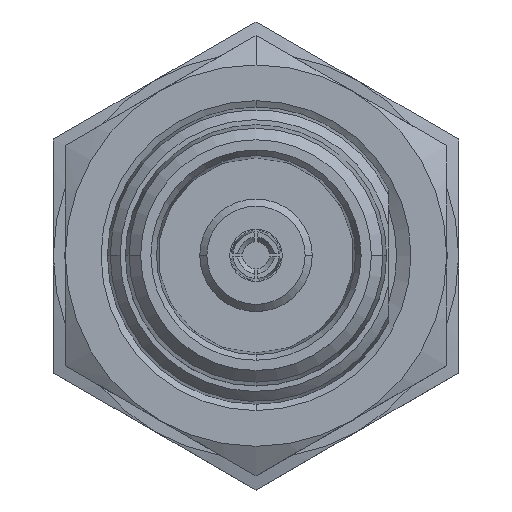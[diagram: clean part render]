
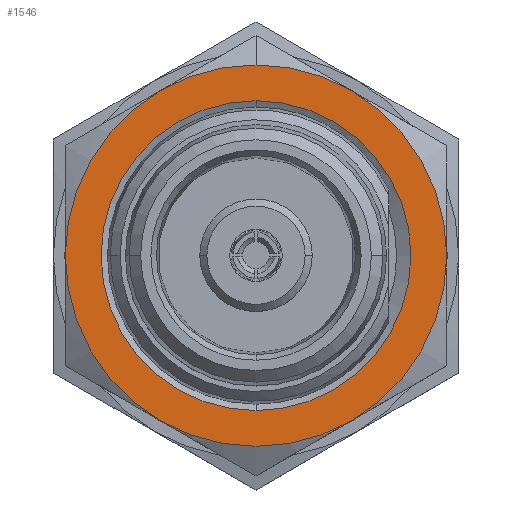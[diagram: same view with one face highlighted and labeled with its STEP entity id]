
A CAD part, top view. The second image highlights one B-rep face of the part: STEP entity #1546.
In plain terms, the highlighted planar face has unit normal (0, 0, 1).
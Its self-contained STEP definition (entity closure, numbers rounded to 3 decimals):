
#28 = DIRECTION ( 'NONE',  ( 0., -1., 0. ) ) ;
#34 = DIRECTION ( 'NONE',  ( 0., 0., 1. ) ) ;
#106 = CARTESIAN_POINT ( 'NONE',  ( 0., 0., -12.1 ) ) ;
#213 = DIRECTION ( 'NONE',  ( 0., -1., 0. ) ) ;
#344 = AXIS2_PLACEMENT_3D ( 'NONE', #717, #6298, #1522 ) ;
#420 = VERTEX_POINT ( 'NONE', #4217 ) ;
#434 = DIRECTION ( 'NONE',  ( 0., 0., 1. ) ) ;
#548 = AXIS2_PLACEMENT_3D ( 'NONE', #8397, #3620, #9182 ) ;
#572 = DIRECTION ( 'NONE',  ( 0., 0., 1. ) ) ;
#621 = EDGE_CURVE ( 'NONE', #4966, #420, #2132, .T. ) ;
#717 = CARTESIAN_POINT ( 'NONE',  ( 0., 0., -12.1 ) ) ;
#954 = AXIS2_PLACEMENT_3D ( 'NONE', #8678, #1028, #213 ) ;
#996 = VERTEX_POINT ( 'NONE', #4126 ) ;
#1028 = DIRECTION ( 'NONE',  ( 0., 0., 1. ) ) ;
#1045 = CARTESIAN_POINT ( 'NONE',  ( -4., 6.928, -12.1 ) ) ;
#1522 = DIRECTION ( 'NONE',  ( 0., -1., 0. ) ) ;
#1546 = ADVANCED_FACE ( 'NONE', ( #7436, #5307 ), #6398, .F. ) ;
#1872 = EDGE_CURVE ( 'NONE', #996, #8519, #3896, .T. ) ;
#1963 = DIRECTION ( 'NONE',  ( 0., 0., 1. ) ) ;
#2132 = CIRCLE ( 'NONE', #344, 8. ) ;
#2250 = ORIENTED_EDGE ( 'NONE', *, *, #9557, .T. ) ;
#2270 = ORIENTED_EDGE ( 'NONE', *, *, #9884, .T. ) ;
#2323 = CARTESIAN_POINT ( 'NONE',  ( 0., 8., -12.1 ) ) ;
#2380 = DIRECTION ( 'NONE',  ( 0., -1., 0. ) ) ;
#2423 = CARTESIAN_POINT ( 'NONE',  ( 0., 0., -12.1 ) ) ;
#2486 = ORIENTED_EDGE ( 'NONE', *, *, #6346, .F. ) ;
#3068 = CIRCLE ( 'NONE', #7867, 8. ) ;
#3146 = CIRCLE ( 'NONE', #8476, 8. ) ;
#3469 = CARTESIAN_POINT ( 'NONE',  ( -8., 0., -12.1 ) ) ;
#3620 = DIRECTION ( 'NONE',  ( 0., 0., 1. ) ) ;
#3750 = ORIENTED_EDGE ( 'NONE', *, *, #8625, .T. ) ;
#3786 = CIRCLE ( 'NONE', #5489, 6.5 ) ;
#3896 = CIRCLE ( 'NONE', #954, 8. ) ;
#3997 = AXIS2_PLACEMENT_3D ( 'NONE', #9512, #572, #5611 ) ;
#4126 = CARTESIAN_POINT ( 'NONE',  ( -4., -6.928, -12.1 ) ) ;
#4217 = CARTESIAN_POINT ( 'NONE',  ( 0., 8., -12.1 ) ) ;
#4471 = DIRECTION ( 'NONE',  ( 0., 0., 1. ) ) ;
#4781 = DIRECTION ( 'NONE',  ( 0., 0., 1. ) ) ;
#4785 = DIRECTION ( 'NONE',  ( 0., -1., 0. ) ) ;
#4906 = EDGE_CURVE ( 'NONE', #5340, #5061, #8805, .T. ) ;
#4966 = VERTEX_POINT ( 'NONE', #5694 ) ;
#5061 = VERTEX_POINT ( 'NONE', #9721 ) ;
#5105 = VERTEX_POINT ( 'NONE', #1045 ) ;
#5113 = CIRCLE ( 'NONE', #548, 8. ) ;
#5307 = FACE_OUTER_BOUND ( 'NONE', #6841, .T. ) ;
#5340 = VERTEX_POINT ( 'NONE', #6597 ) ;
#5389 = CIRCLE ( 'NONE', #6583, 8. ) ;
#5489 = AXIS2_PLACEMENT_3D ( 'NONE', #10057, #4471, #9242 ) ;
#5578 = CARTESIAN_POINT ( 'NONE',  ( 0., 0., -12.1 ) ) ;
#5611 = DIRECTION ( 'NONE',  ( 0., -1., 0. ) ) ;
#5636 = CIRCLE ( 'NONE', #3997, 8. ) ;
#5694 = CARTESIAN_POINT ( 'NONE',  ( 4., 6.928, -12.1 ) ) ;
#6298 = DIRECTION ( 'NONE',  ( 0., 0., 1. ) ) ;
#6322 = CARTESIAN_POINT ( 'NONE',  ( 8., 0., -12.1 ) ) ;
#6323 = DIRECTION ( 'NONE',  ( 0., 0., -1. ) ) ;
#6328 = ORIENTED_EDGE ( 'NONE', *, *, #4906, .F. ) ;
#6346 = EDGE_CURVE ( 'NONE', #5061, #5340, #3786, .T. ) ;
#6387 = AXIS2_PLACEMENT_3D ( 'NONE', #2323, #6323, #10171 ) ;
#6398 = PLANE ( 'NONE',  #6387 ) ;
#6439 = EDGE_CURVE ( 'NONE', #8343, #996, #5389, .T. ) ;
#6583 = AXIS2_PLACEMENT_3D ( 'NONE', #5578, #34, #4785 ) ;
#6597 = CARTESIAN_POINT ( 'NONE',  ( 0., -6.5, -12.1 ) ) ;
#6608 = EDGE_LOOP ( 'NONE', ( #6328, #2486 ) ) ;
#6754 = CARTESIAN_POINT ( 'NONE',  ( 0., 0., -12.1 ) ) ;
#6841 = EDGE_LOOP ( 'NONE', ( #2250, #7256, #7195, #2270, #3750, #8856, #9919 ) ) ;
#7134 = VERTEX_POINT ( 'NONE', #6322 ) ;
#7195 = ORIENTED_EDGE ( 'NONE', *, *, #621, .T. ) ;
#7256 = ORIENTED_EDGE ( 'NONE', *, *, #9616, .T. ) ;
#7436 = FACE_BOUND ( 'NONE', #6608, .T. ) ;
#7543 = DIRECTION ( 'NONE',  ( 0., -1., 0. ) ) ;
#7867 = AXIS2_PLACEMENT_3D ( 'NONE', #2423, #4781, #28 ) ;
#8343 = VERTEX_POINT ( 'NONE', #3469 ) ;
#8357 = AXIS2_PLACEMENT_3D ( 'NONE', #106, #434, #2380 ) ;
#8397 = CARTESIAN_POINT ( 'NONE',  ( 0., 0., -12.1 ) ) ;
#8476 = AXIS2_PLACEMENT_3D ( 'NONE', #6754, #1963, #7543 ) ;
#8519 = VERTEX_POINT ( 'NONE', #9450 ) ;
#8625 = EDGE_CURVE ( 'NONE', #5105, #8343, #3068, .T. ) ;
#8678 = CARTESIAN_POINT ( 'NONE',  ( 0., 0., -12.1 ) ) ;
#8805 = CIRCLE ( 'NONE', #8357, 6.5 ) ;
#8856 = ORIENTED_EDGE ( 'NONE', *, *, #6439, .T. ) ;
#9182 = DIRECTION ( 'NONE',  ( 0., -1., 0. ) ) ;
#9242 = DIRECTION ( 'NONE',  ( 0., -1., 0. ) ) ;
#9450 = CARTESIAN_POINT ( 'NONE',  ( 4., -6.928, -12.1 ) ) ;
#9512 = CARTESIAN_POINT ( 'NONE',  ( 0., 0., -12.1 ) ) ;
#9557 = EDGE_CURVE ( 'NONE', #8519, #7134, #3146, .T. ) ;
#9616 = EDGE_CURVE ( 'NONE', #7134, #4966, #5636, .T. ) ;
#9721 = CARTESIAN_POINT ( 'NONE',  ( 0., 6.5, -12.1 ) ) ;
#9884 = EDGE_CURVE ( 'NONE', #420, #5105, #5113, .T. ) ;
#9919 = ORIENTED_EDGE ( 'NONE', *, *, #1872, .T. ) ;
#10057 = CARTESIAN_POINT ( 'NONE',  ( 0., 0., -12.1 ) ) ;
#10171 = DIRECTION ( 'NONE',  ( 0., 1., 0. ) ) ;
